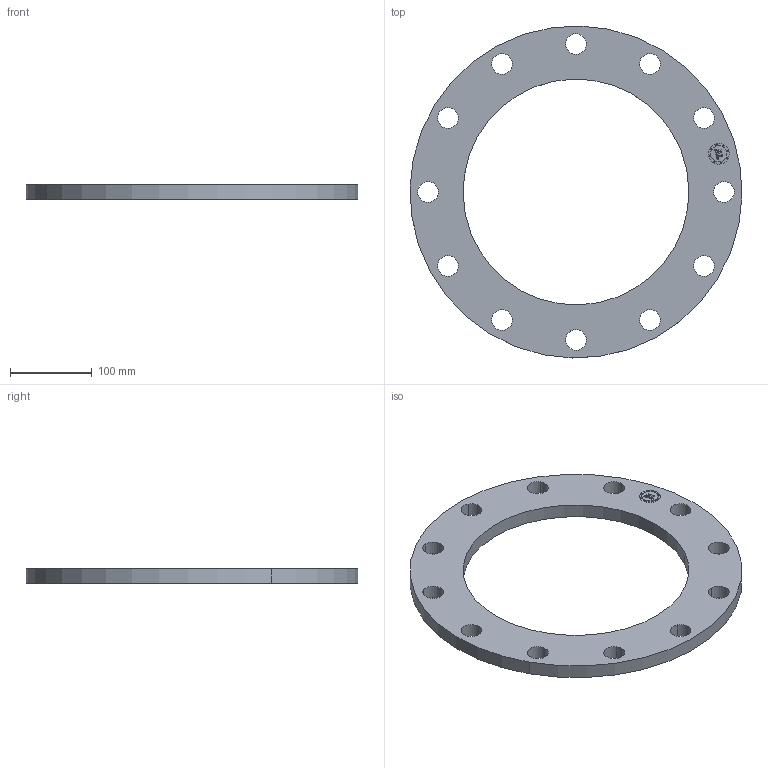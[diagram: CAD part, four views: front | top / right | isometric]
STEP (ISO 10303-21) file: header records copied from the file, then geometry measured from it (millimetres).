
FILE_DESCRIPTION(('3D STEP'),'2;1');
FILE_NAME('10-2B-RING-FF-AWWA-FLANGE.stp','2013-09-22T20:56:13+00:00',('Texas Flange'),(''),'CATIA Version 5 Release 20 SP 6 (IN-10)','CATIA V5 STEP AP214','800-826-3801');
FILE_SCHEMA(('AUTOMOTIVE_DESIGN { 1 0 10303 214 1 1 1 1 }'));
Length unit declared in the file: inch
Products named in the file (1): 10-2B-RING-FF-AWWA-FLANGE
Bounding box: 406.29 x 406.29 x 17.48 mm (x, y, z)
Volume: 1112312.1 mm3; surface area: 181649 mm2
Topology: 1 solids, 1 shells, 415 faces, 1188 edges, 792 vertices
Faces by surface type: plane 367, cylinder 48
Entity records: 15737 total; most frequent: ORIENTED_EDGE 2376, CARTESIAN_POINT 2349, DIRECTION 1924, EDGE_CURVE 1188, VECTOR 1092, LINE 1092, VERTEX_POINT 792, AXIS2_PLACEMENT_3D 465
